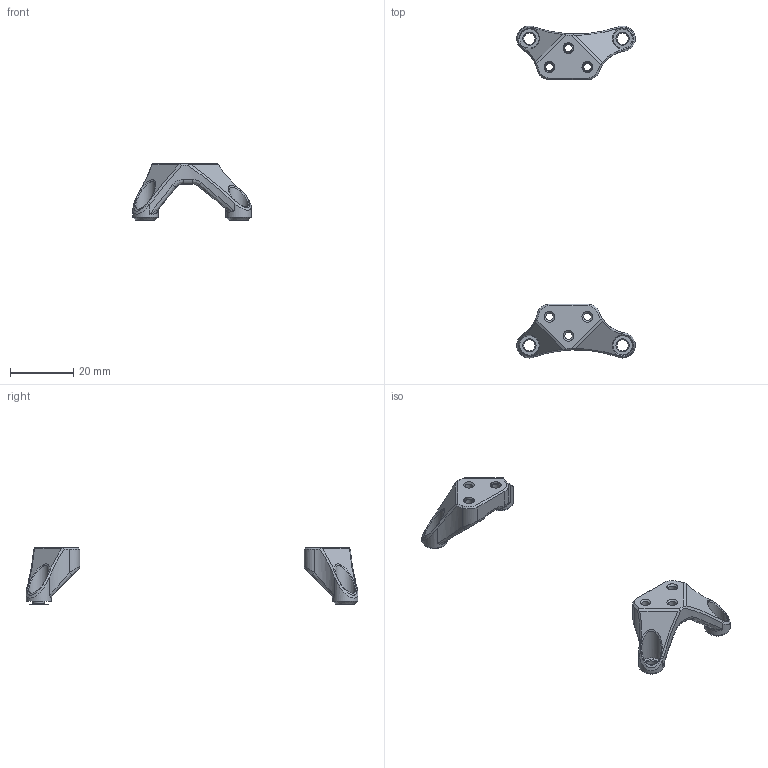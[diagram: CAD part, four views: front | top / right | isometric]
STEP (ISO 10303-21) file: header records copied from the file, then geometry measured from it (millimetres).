
FILE_DESCRIPTION(/* description */ ('','CAx-IF Rec.Pracs.---Representation and Presentation of Product Manufacturing Information (PMI)---4.0---2014-10-13'),/* implementation_level */ '2;1');
FILE_NAME(/* name */ '3628_Fan_Brackets_v2.step',/* time_stamp */ '2025-01-08T16:43:23-07:00',/* author */ (''),/* organization */ (''),/* preprocessor_version */ 'ST-DEVELOPER v20',/* originating_system */ 'Autodesk Translation Framework v13.20.0.188',/* authorisation */ '');
FILE_SCHEMA (('AP242_MANAGED_MODEL_BASED_3D_ENGINEERING_MIM_LF { 1 0 10303 442 1 1 4 }'));
Length unit declared in the file: millimetre
Products named in the file (3): Fan Brackets; 3628 Fan Bracket 2; 3628 Fan Bracket
Assembly tree (2 placements, depth 2):
  Fan Brackets
    3628 Fan Bracket 2
    3628 Fan Bracket
Bounding box: 37.5 x 105 x 18 mm (x, y, z)
Volume: 5892.3 mm3; surface area: 4034.3 mm2
Topology: 2 solids, 2 shells, 214 faces, 528 edges, 310 vertices
Faces by surface type: bspline 92, cylinder 44, plane 34, cone 30, sphere 8, torus 6
Full cylindrical faces by diameter (mm): 2.4 x6, 3.6 x4, 6.15 x4, 8 x4
Entity records: 8944 total; most frequent: CARTESIAN_POINT 4271, ORIENTED_EDGE 1044, DIRECTION 814, EDGE_CURVE 522, AXIS2_PLACEMENT_3D 329, VERTEX_POINT 310, EDGE_LOOP 232, FACE_OUTER_BOUND 214
